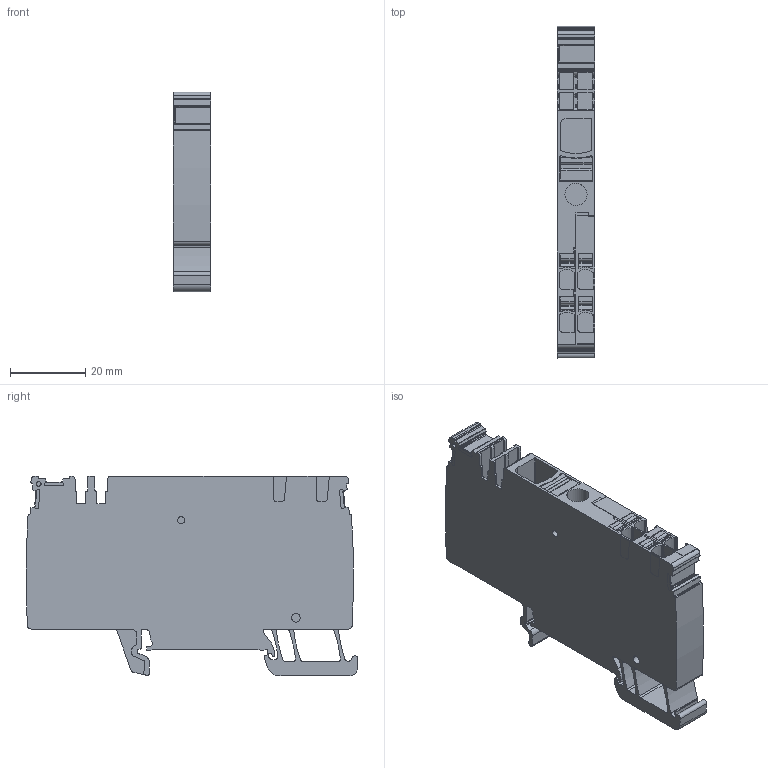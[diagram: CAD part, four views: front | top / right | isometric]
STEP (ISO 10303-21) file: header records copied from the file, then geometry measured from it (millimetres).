
FILE_DESCRIPTION(('CATIA V5 STEP Exchange','CAx-IF Rec.Pracs.--- Model Styling and Organization---1.5--- 2016-08-15','CAx-IF Rec.Pracs.---Supplemental Geometry---1.0---2011-11-01','CAx-IF Rec.Pracs.--- Composite Materials ---1.1---2010-07-15'),'2;1');
FILE_NAME ('323013-1_2', '2025-09-22T05:31:41+00:00', ('none'), ('Weidmueller'), 'CATIA Version 5-6 Release 2024 SP4', 'CATIA V5 STEP AP214 v3', 'none');
FILE_SCHEMA(('AUTOMOTIVE_DESIGN { 1 0 10303 214 1 1 1 1 }'));
Length unit declared in the file: millimetre
Products named in the file (1): 2503890000
Bounding box: 10 x 88.35 x 53.13 mm (x, y, z)
Volume: 34471.9 mm3; surface area: 18156.1 mm2
Topology: 7 solids, 7 shells, 981 faces, 2889 edges, 1929 vertices
Faces by surface type: plane 536, cylinder 425, cone 8, sphere 7, torus 5
Entity records: 31606 total; most frequent: CARTESIAN_POINT 6558, ORIENTED_EDGE 5764, DIRECTION 4277, EDGE_CURVE 2882, VECTOR 1946, LINE 1946, VERTEX_POINT 1929, AXIS2_PLACEMENT_3D 1562
